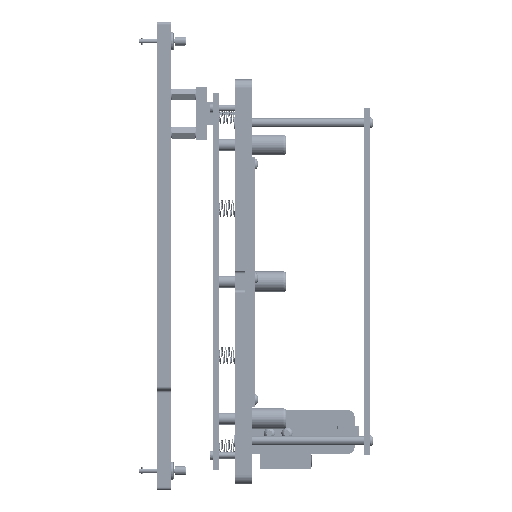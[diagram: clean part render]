
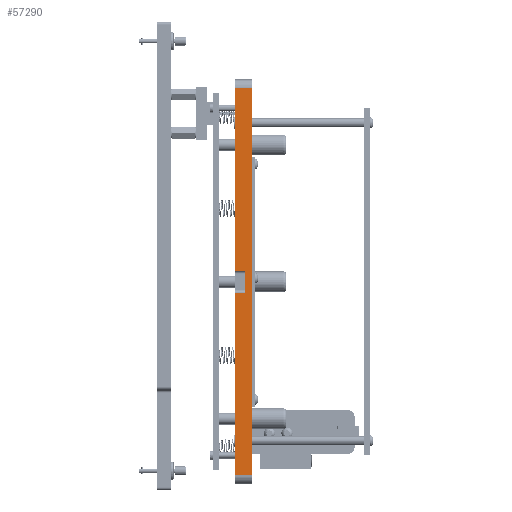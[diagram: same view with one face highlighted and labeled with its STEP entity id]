
A CAD part, left-side view. The second image highlights one B-rep face of the part: STEP entity #57290.
In plain terms, the highlighted planar face has unit normal (-1, 0, 0).
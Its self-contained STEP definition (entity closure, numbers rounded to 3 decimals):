
#420 = DIRECTION ( 'NONE',  ( -1., 0., 0. ) ) ;
#4895 = EDGE_CURVE ( 'NONE', #42771, #14691, #62977, .T. ) ;
#4902 = LINE ( 'NONE', #68715, #31633 ) ;
#11474 = EDGE_CURVE ( 'NONE', #74633, #57226, #87154, .T. ) ;
#14415 = ORIENTED_EDGE ( 'NONE', *, *, #69978, .T. ) ;
#14455 = EDGE_CURVE ( 'NONE', #14691, #61583, #99805, .T. ) ;
#14691 = VERTEX_POINT ( 'NONE', #90408 ) ;
#16967 = EDGE_CURVE ( 'NONE', #57226, #74554, #54641, .T. ) ;
#17040 = ORIENTED_EDGE ( 'NONE', *, *, #14455, .F. ) ;
#21708 = CARTESIAN_POINT ( 'NONE',  ( 0., 145., 0. ) ) ;
#25844 = ORIENTED_EDGE ( 'NONE', *, *, #27955, .F. ) ;
#27955 = EDGE_CURVE ( 'NONE', #86817, #74633, #4902, .T. ) ;
#28239 = ORIENTED_EDGE ( 'NONE', *, *, #16967, .F. ) ;
#28798 = AXIS2_PLACEMENT_3D ( 'NONE', #36154, #420, #98798 ) ;
#29408 = FACE_OUTER_BOUND ( 'NONE', #64008, .T. ) ;
#30502 = LINE ( 'NONE', #107252, #41744 ) ;
#31633 = VECTOR ( 'NONE', #104346, 1000. ) ;
#31741 = DIRECTION ( 'NONE',  ( 0., 0., 1. ) ) ;
#32222 = VECTOR ( 'NONE', #38129, 1000. ) ;
#36154 = CARTESIAN_POINT ( 'NONE',  ( 0., 6., -12. ) ) ;
#38129 = DIRECTION ( 'NONE',  ( 0., 0., 1. ) ) ;
#40273 = CARTESIAN_POINT ( 'NONE',  ( 0., 6., -12. ) ) ;
#41744 = VECTOR ( 'NONE', #45035, 1000. ) ;
#41758 = ORIENTED_EDGE ( 'NONE', *, *, #114700, .T. ) ;
#41967 = VERTEX_POINT ( 'NONE', #40273 ) ;
#42645 = VECTOR ( 'NONE', #75452, 1000. ) ;
#42771 = VERTEX_POINT ( 'NONE', #72257 ) ;
#44315 = DIRECTION ( 'NONE',  ( 0., 0., 1. ) ) ;
#45035 = DIRECTION ( 'NONE',  ( 0., -1., 0. ) ) ;
#49381 = DIRECTION ( 'NONE',  ( 0., -1., 0. ) ) ;
#50101 = ORIENTED_EDGE ( 'NONE', *, *, #11474, .F. ) ;
#54193 = EDGE_CURVE ( 'NONE', #42771, #41967, #30502, .T. ) ;
#54641 = LINE ( 'NONE', #90826, #74312 ) ;
#55401 = CARTESIAN_POINT ( 'NONE',  ( 0., 269., -12. ) ) ;
#55957 = ORIENTED_EDGE ( 'NONE', *, *, #4895, .F. ) ;
#57226 = VERTEX_POINT ( 'NONE', #60869 ) ;
#57290 = ADVANCED_FACE ( 'NONE', ( #29408 ), #90946, .T. ) ;
#60869 = CARTESIAN_POINT ( 'NONE',  ( 0., 130., 0. ) ) ;
#61583 = VERTEX_POINT ( 'NONE', #21708 ) ;
#62977 = LINE ( 'NONE', #55401, #32222 ) ;
#63059 = CARTESIAN_POINT ( 'NONE',  ( 0., 130., -7. ) ) ;
#63672 = CARTESIAN_POINT ( 'NONE',  ( 0., 6., 0. ) ) ;
#64008 = EDGE_LOOP ( 'NONE', ( #41758, #17040, #55957, #83341, #14415, #28239, #50101, #25844 ) ) ;
#65650 = CARTESIAN_POINT ( 'NONE',  ( 0., 6., -12. ) ) ;
#68715 = CARTESIAN_POINT ( 'NONE',  ( 0., 130., -7. ) ) ;
#69978 = EDGE_CURVE ( 'NONE', #41967, #74554, #100031, .T. ) ;
#72257 = CARTESIAN_POINT ( 'NONE',  ( 0., 269., -12. ) ) ;
#74312 = VECTOR ( 'NONE', #101367, 1000. ) ;
#74554 = VERTEX_POINT ( 'NONE', #63672 ) ;
#74555 = VECTOR ( 'NONE', #31741, 1000. ) ;
#74633 = VERTEX_POINT ( 'NONE', #63059 ) ;
#74804 = CARTESIAN_POINT ( 'NONE',  ( 0., 145., -7. ) ) ;
#75452 = DIRECTION ( 'NONE',  ( 0., 0., 1. ) ) ;
#75989 = VECTOR ( 'NONE', #49381, 1000. ) ;
#81080 = CARTESIAN_POINT ( 'NONE',  ( 0., 130., -7. ) ) ;
#83341 = ORIENTED_EDGE ( 'NONE', *, *, #54193, .T. ) ;
#86817 = VERTEX_POINT ( 'NONE', #111068 ) ;
#87154 = LINE ( 'NONE', #81080, #106846 ) ;
#90408 = CARTESIAN_POINT ( 'NONE',  ( 0., 269., 0. ) ) ;
#90826 = CARTESIAN_POINT ( 'NONE',  ( 0., 6., 0. ) ) ;
#90946 = PLANE ( 'NONE',  #28798 ) ;
#98798 = DIRECTION ( 'NONE',  ( 0., 0., 1. ) ) ;
#99805 = LINE ( 'NONE', #103053, #75989 ) ;
#100031 = LINE ( 'NONE', #65650, #42645 ) ;
#101171 = LINE ( 'NONE', #74804, #74555 ) ;
#101367 = DIRECTION ( 'NONE',  ( 0., -1., 0. ) ) ;
#103053 = CARTESIAN_POINT ( 'NONE',  ( 0., 6., 0. ) ) ;
#104346 = DIRECTION ( 'NONE',  ( 0., -1., 0. ) ) ;
#106846 = VECTOR ( 'NONE', #44315, 1000. ) ;
#107252 = CARTESIAN_POINT ( 'NONE',  ( 0., 6., -12. ) ) ;
#111068 = CARTESIAN_POINT ( 'NONE',  ( 0., 145., -7. ) ) ;
#114700 = EDGE_CURVE ( 'NONE', #86817, #61583, #101171, .T. ) ;
